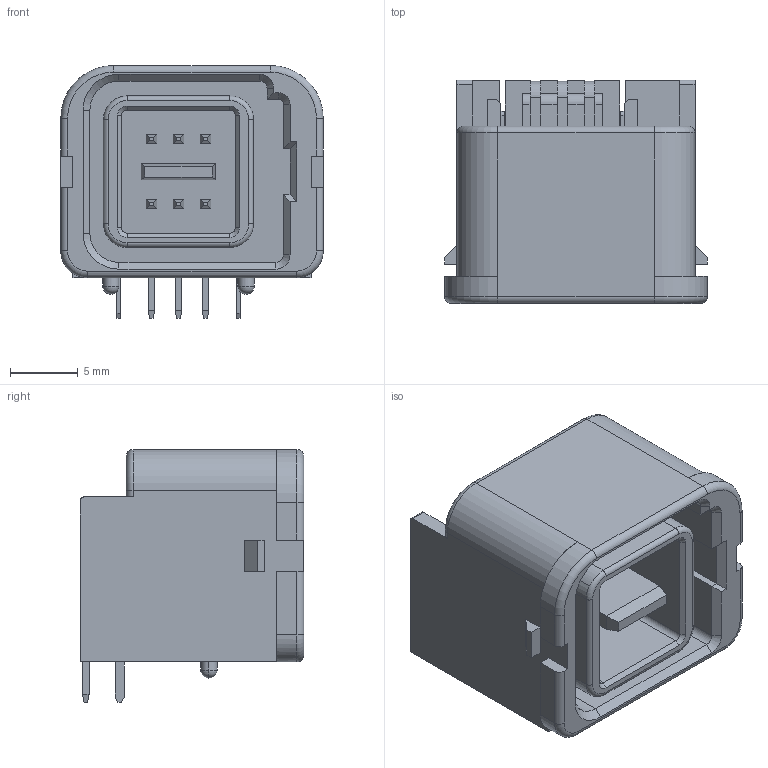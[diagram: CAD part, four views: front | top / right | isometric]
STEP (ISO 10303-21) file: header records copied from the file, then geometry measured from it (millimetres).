
FILE_DESCRIPTION(('Creo Elements/Direct Modeling STEP Export'),'2;1');
FILE_NAME('GT17VC-6DP-DS.stp','2016-01-22T15:54:05',(''),(''),'Creo Elements/Direct Modeling STEP processor for AP214 (Solid Model)','Creo Elements/Direct Modeling 18.1E 22-Nov-2013 (C) Parametric Technology GmbH','');
FILE_SCHEMA(('AUTOMOTIVE_DESIGN { 1 0 10303 214 1 1 1 1 }'));
Length unit declared in the file: millimetre
Products named in the file (1): GT17VC-6DP-DS
Bounding box: 19.4 x 16.5 x 18.7 mm (x, y, z)
Volume: 2423.7 mm3; surface area: 3700.4 mm2
Topology: 1 solids, 1 shells, 391 faces, 1037 edges, 644 vertices
Faces by surface type: plane 312, cylinder 56, torus 10, cone 9, sphere 4
Entity records: 15015 total; most frequent: CARTESIAN_POINT 2123, ORIENTED_EDGE 2066, DIRECTION 1939, EDGE_CURVE 1033, VECTOR 895, LINE 895, VERTEX_POINT 644, AXIS2_PLACEMENT_3D 522
